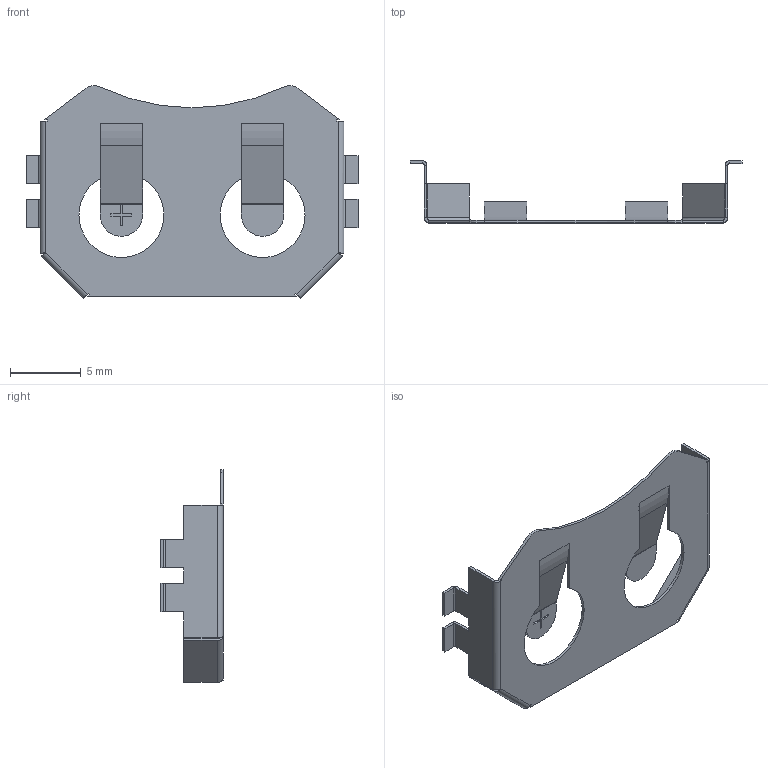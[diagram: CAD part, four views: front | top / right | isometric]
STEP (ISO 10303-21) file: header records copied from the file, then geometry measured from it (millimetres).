
FILE_DESCRIPTION(/* description */ (''),/* implementation_level */ '2;1');
FILE_NAME(/* name */ 'Linx 2032 Battery Holder.stp',/* time_stamp */ '2020-05-04T10:30:06+02:00',/* author */ ('sawaiz'),/* organization */ (''),/* preprocessor_version */ 'ST-DEVELOPER v18',/* originating_system */ 'Autodesk Inventor 2020',/* authorisation */ '');
FILE_SCHEMA (('AUTOMOTIVE_DESIGN { 1 0 10303 214 3 1 1 }'));
Length unit declared in the file: millimetre
Products named in the file (1): Linx 2032 Battery Holder
Bounding box: 23.5 x 4.4 x 15.05 mm (x, y, z)
Volume: 68.9 mm3; surface area: 728.2 mm2
Topology: 1 solids, 1 shells, 169 faces, 394 edges, 224 vertices
Faces by surface type: plane 134, cylinder 31, bspline 4
Entity records: 4815 total; most frequent: CARTESIAN_POINT 952, ORIENTED_EDGE 788, DIRECTION 780, EDGE_CURVE 394, LINE 324, VECTOR 324, AXIS2_PLACEMENT_3D 228, VERTEX_POINT 224
